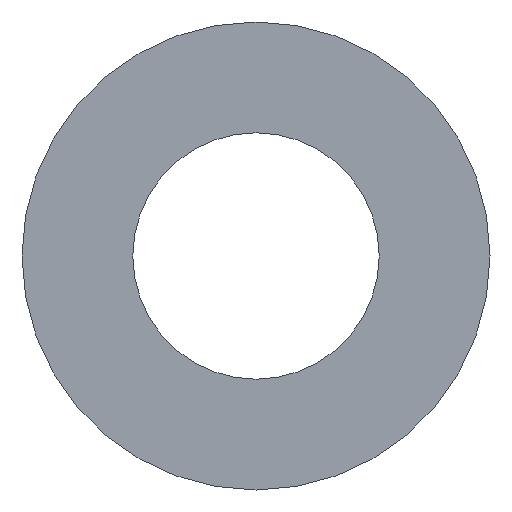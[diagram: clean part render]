
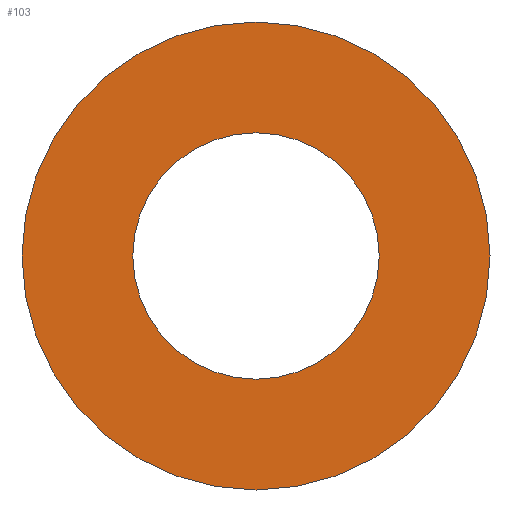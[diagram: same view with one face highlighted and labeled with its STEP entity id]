
A CAD part, left-side view. The second image highlights one B-rep face of the part: STEP entity #103.
In plain terms, the highlighted planar face has unit normal (-1, 0, 0).
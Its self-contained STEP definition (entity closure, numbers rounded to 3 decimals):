
#77 = VERTEX_POINT( '', #199 );
#81 = EDGE_CURVE( '', #113, #145, #204, .T. );
#101 = EDGE_CURVE( '', #77, #111, #229, .T. );
#103 = ADVANCED_FACE( '', ( #231, #232 ), #233, .T. );
#111 = VERTEX_POINT( '', #241 );
#113 = VERTEX_POINT( '', #243 );
#119 = EDGE_CURVE( '', #145, #113, #249, .T. );
#133 = EDGE_CURVE( '', #111, #77, #263, .T. );
#145 = VERTEX_POINT( '', #278 );
#199 = CARTESIAN_POINT( '', ( -5., -23.167, 0. ) );
#204 = CIRCLE( '', #333, 44. );
#229 = CIRCLE( '', #363, 23.167 );
#231 = FACE_BOUND( '', #365, .T. );
#232 = FACE_OUTER_BOUND( '', #366, .T. );
#233 = PLANE( '', #367 );
#241 = CARTESIAN_POINT( '', ( -5., 23.167, 0. ) );
#243 = CARTESIAN_POINT( '', ( -5., -44., 0. ) );
#249 = CIRCLE( '', #390, 44. );
#263 = CIRCLE( '', #410, 23.167 );
#278 = CARTESIAN_POINT( '', ( -5., 44., 0. ) );
#333 = AXIS2_PLACEMENT_3D( '', #488, #489, #490 );
#363 = AXIS2_PLACEMENT_3D( '', #530, #531, #532 );
#365 = EDGE_LOOP( '', ( #534, #535 ) );
#366 = EDGE_LOOP( '', ( #536, #537 ) );
#367 = AXIS2_PLACEMENT_3D( '', #538, #539, #540 );
#390 = AXIS2_PLACEMENT_3D( '', #544, #545, #546 );
#410 = AXIS2_PLACEMENT_3D( '', #552, #553, #554 );
#488 = CARTESIAN_POINT( '', ( -5., 0., 0. ) );
#489 = DIRECTION( '', ( -1., 0., 0. ) );
#490 = DIRECTION( '', ( 0., 1., 0. ) );
#530 = CARTESIAN_POINT( '', ( -5., 0., 0. ) );
#531 = DIRECTION( '', ( -1., 0., 0. ) );
#532 = DIRECTION( '', ( 0., 1., 0. ) );
#534 = ORIENTED_EDGE( '', *, *, #133, .F. );
#535 = ORIENTED_EDGE( '', *, *, #101, .F. );
#536 = ORIENTED_EDGE( '', *, *, #119, .T. );
#537 = ORIENTED_EDGE( '', *, *, #81, .T. );
#538 = CARTESIAN_POINT( '', ( -5., 33.583, 0. ) );
#539 = DIRECTION( '', ( -1., 0., 0. ) );
#540 = DIRECTION( '', ( 0., 1., 0. ) );
#544 = CARTESIAN_POINT( '', ( -5., 0., 0. ) );
#545 = DIRECTION( '', ( -1., 0., 0. ) );
#546 = DIRECTION( '', ( 0., 1., 0. ) );
#552 = CARTESIAN_POINT( '', ( -5., 0., 0. ) );
#553 = DIRECTION( '', ( -1., 0., 0. ) );
#554 = DIRECTION( '', ( 0., 1., 0. ) );
